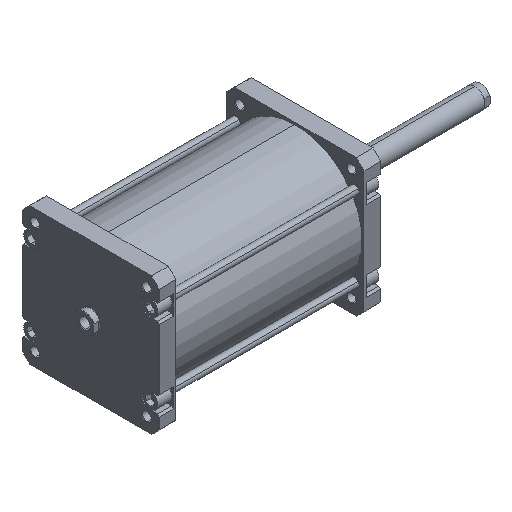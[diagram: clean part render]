
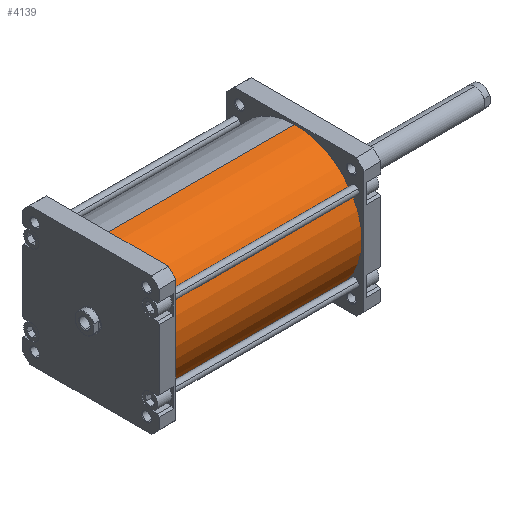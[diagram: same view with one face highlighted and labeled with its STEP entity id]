
A CAD part, isometric view. The second image highlights one B-rep face of the part: STEP entity #4139.
In plain terms, the highlighted cylindrical face has radius 131 mm (diameter 262 mm), a partial arc.
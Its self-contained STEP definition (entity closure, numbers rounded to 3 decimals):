
#342 = EDGE_LOOP ( 'NONE', ( #5209, #5225, #5206, #5247 ) ) ;
#1111 = VERTEX_POINT ( 'NONE', #1485 ) ;
#1117 = VERTEX_POINT ( 'NONE', #1491 ) ;
#1118 = VERTEX_POINT ( 'NONE', #1492 ) ;
#1122 = VERTEX_POINT ( 'NONE', #1496 ) ;
#1485 = CARTESIAN_POINT ( 'NONE',  ( 131., 0., 370. ) ) ;
#1491 = CARTESIAN_POINT ( 'NONE',  ( -131., 0., 0. ) ) ;
#1492 = CARTESIAN_POINT ( 'NONE',  ( 131., 0., 0. ) ) ;
#1496 = CARTESIAN_POINT ( 'NONE',  ( -131., 0., 370. ) ) ;
#1938 = DIRECTION ( 'NONE',  ( -1., 0., 0. ) ) ;
#1939 = DIRECTION ( 'NONE',  ( 0., 0., -1. ) ) ;
#1940 = CARTESIAN_POINT ( 'NONE',  ( 0., 0., 370. ) ) ;
#3279 = CARTESIAN_POINT ( 'NONE',  ( 0., 0., 370. ) ) ;
#3285 = DIRECTION ( 'NONE',  ( 0., 0., 1. ) ) ;
#3286 = DIRECTION ( 'NONE',  ( 1., 0., 0. ) ) ;
#3291 = CARTESIAN_POINT ( 'NONE',  ( -131., 0., 370. ) ) ;
#3292 = DIRECTION ( 'NONE',  ( 0., 0., -1. ) ) ;
#3317 = CARTESIAN_POINT ( 'NONE',  ( 0., 0., 0. ) ) ;
#3318 = DIRECTION ( 'NONE',  ( 0., 0., 1. ) ) ;
#3319 = DIRECTION ( 'NONE',  ( 1., 0., 0. ) ) ;
#3320 = CARTESIAN_POINT ( 'NONE',  ( 131., 0., 370. ) ) ;
#3324 = DIRECTION ( 'NONE',  ( 0., 0., -1. ) ) ;
#3782 = CIRCLE ( 'NONE', #5024, 131. ) ;
#3785 = LINE ( 'NONE', #3291, #3786 ) ;
#3786 = VECTOR ( 'NONE', #3292, 1000. ) ;
#3799 = LINE ( 'NONE', #3320, #3802 ) ;
#3801 = CIRCLE ( 'NONE', #5030, 131. ) ;
#3802 = VECTOR ( 'NONE', #3324, 1000. ) ;
#4139 = ADVANCED_FACE ( 'NONE', ( #5564 ), #5565, .T. ) ;
#4593 = EDGE_CURVE ( 'NONE', #1111, #1122, #3782, .T. ) ;
#4596 = EDGE_CURVE ( 'NONE', #1122, #1117, #3785, .T. ) ;
#4606 = EDGE_CURVE ( 'NONE', #1118, #1117, #3801, .T. ) ;
#4608 = EDGE_CURVE ( 'NONE', #1111, #1118, #3799, .T. ) ;
#4721 = AXIS2_PLACEMENT_3D ( 'NONE', #1940, #1939, #1938 ) ;
#5024 = AXIS2_PLACEMENT_3D ( 'NONE', #3279, #3285, #3286 ) ;
#5030 = AXIS2_PLACEMENT_3D ( 'NONE', #3317, #3318, #3319 ) ;
#5206 = ORIENTED_EDGE ( 'NONE', *, *, #4606, .T. ) ;
#5209 = ORIENTED_EDGE ( 'NONE', *, *, #4593, .F. ) ;
#5225 = ORIENTED_EDGE ( 'NONE', *, *, #4608, .T. ) ;
#5247 = ORIENTED_EDGE ( 'NONE', *, *, #4596, .F. ) ;
#5564 = FACE_OUTER_BOUND ( 'NONE', #342, .T. ) ;
#5565 = CYLINDRICAL_SURFACE ( 'NONE', #4721, 131. ) ;
